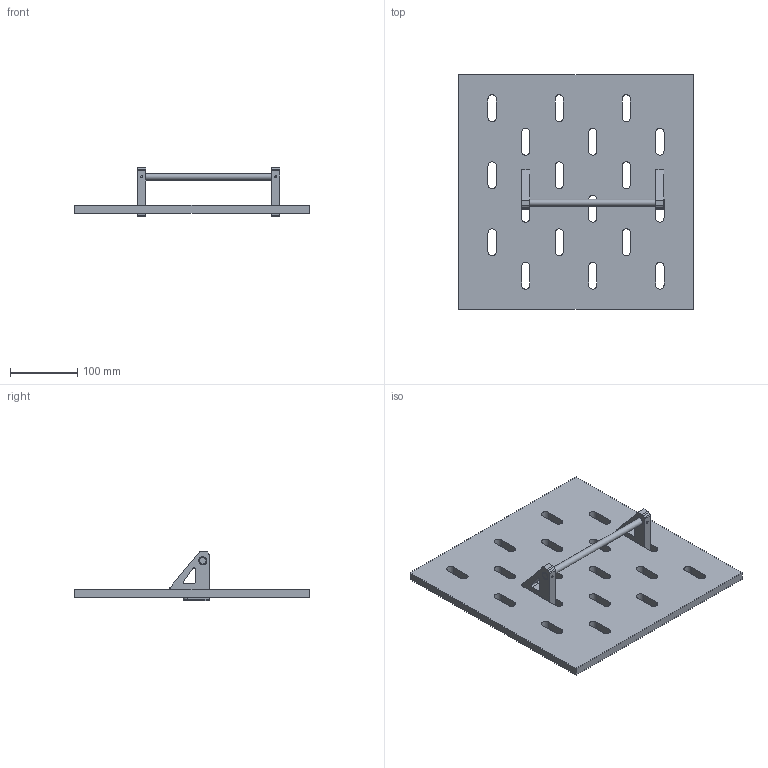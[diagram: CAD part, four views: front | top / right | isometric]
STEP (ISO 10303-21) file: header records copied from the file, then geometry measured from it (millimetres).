
FILE_DESCRIPTION(('STEP AP242'), '1');
FILE_NAME('Ñáîðêà ÏËÎÑÊÎÃÓÁÖÛ', '', ('UNSPECIFIED'), ('UNSPECIFIED'), 'C3D Converter', 'C3D Toolkit', '');
FILE_SCHEMA(('AP242_MANAGED_MODEL_BASED_3D_ENGINEERING_MIM_LF { 1 0 10303 442 1 1 4 }'));
Length unit declared in the file: millimetre
Products named in the file (4): 1 Стенка; Document
Assembly tree (4 placements, depth 2):
  (unnamed)
    1 Стенка
    (unnamed)
    Document  x2
Bounding box: 350 x 350 x 74.2 mm (x, y, z)
Volume: 1439751.2 mm3; surface area: 289998 mm2
Topology: 4 solids, 4 shells, 153 faces, 417 edges, 272 vertices
Faces by surface type: plane 80, cylinder 61, bspline 12
Full cylindrical faces by diameter (mm): 3 x2, 10 x1, 10.1 x2
Entity records: 6256 total; most frequent: CARTESIAN_POINT 2912, ORIENTED_EDGE 638, DIRECTION 631, EDGE_CURVE 319, VERTEX_POINT 213, LINE 213, VECTOR 213, AXIS2_PLACEMENT_3D 209
